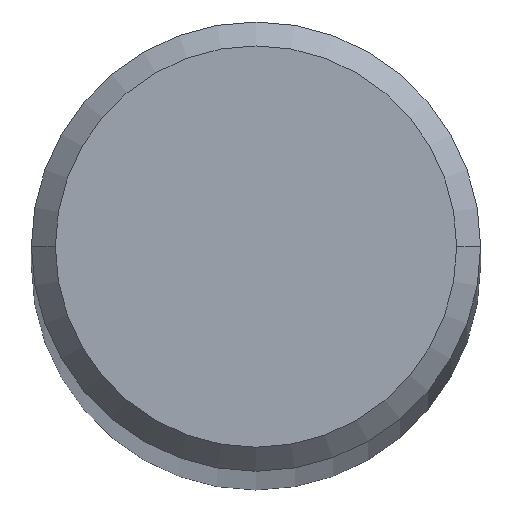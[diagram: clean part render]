
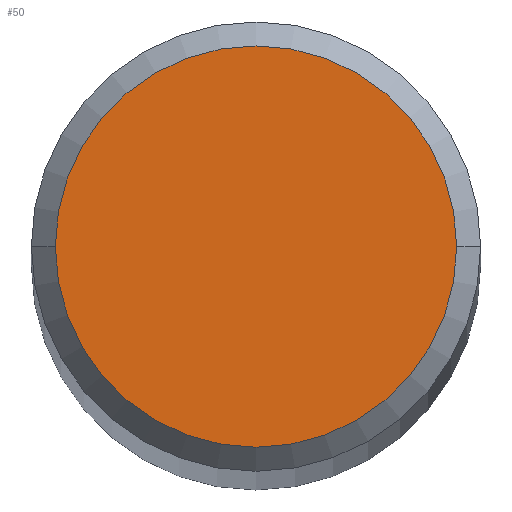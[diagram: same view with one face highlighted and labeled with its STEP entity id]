
A CAD part, top view. The second image highlights one B-rep face of the part: STEP entity #50.
In plain terms, the highlighted planar face has unit normal (0, 0, 1).
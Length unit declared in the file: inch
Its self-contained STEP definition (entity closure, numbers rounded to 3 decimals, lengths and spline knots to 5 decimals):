
#13 = VERTEX_POINT ( 'NONE', #64 ) ;
#33 = DIRECTION ( 'NONE',  ( 0., 0., 1. ) ) ;
#50 = ADVANCED_FACE ( 'NONE', ( #195 ), #153, .T. ) ;
#53 = AXIS2_PLACEMENT_3D ( 'NONE', #88, #231, #109 ) ;
#64 = CARTESIAN_POINT ( 'NONE',  ( 0.335, 0., 9. ) ) ;
#69 = DIRECTION ( 'NONE',  ( 1., 0., 0. ) ) ;
#86 = ORIENTED_EDGE ( 'NONE', *, *, #129, .T. ) ;
#88 = CARTESIAN_POINT ( 'NONE',  ( 0., 0., 9. ) ) ;
#109 = DIRECTION ( 'NONE',  ( 1., 0., 0. ) ) ;
#129 = EDGE_CURVE ( 'NONE', #13, #186, #206, .T. ) ;
#139 = CARTESIAN_POINT ( 'NONE',  ( 0., 0., 9. ) ) ;
#140 = CARTESIAN_POINT ( 'NONE',  ( -0.335, 0., 9. ) ) ;
#146 = AXIS2_PLACEMENT_3D ( 'NONE', #139, #33, #160 ) ;
#153 = PLANE ( 'NONE',  #205 ) ;
#155 = CARTESIAN_POINT ( 'NONE',  ( 0., 0., 9. ) ) ;
#160 = DIRECTION ( 'NONE',  ( 1., 0., 0. ) ) ;
#178 = DIRECTION ( 'NONE',  ( 0., 0., 1. ) ) ;
#186 = VERTEX_POINT ( 'NONE', #140 ) ;
#193 = CIRCLE ( 'NONE', #53, 0.335 ) ;
#194 = ORIENTED_EDGE ( 'NONE', *, *, #239, .T. ) ;
#195 = FACE_OUTER_BOUND ( 'NONE', #235, .T. ) ;
#205 = AXIS2_PLACEMENT_3D ( 'NONE', #155, #178, #69 ) ;
#206 = CIRCLE ( 'NONE', #146, 0.335 ) ;
#231 = DIRECTION ( 'NONE',  ( 0., 0., 1. ) ) ;
#235 = EDGE_LOOP ( 'NONE', ( #194, #86 ) ) ;
#239 = EDGE_CURVE ( 'NONE', #186, #13, #193, .T. ) ;
